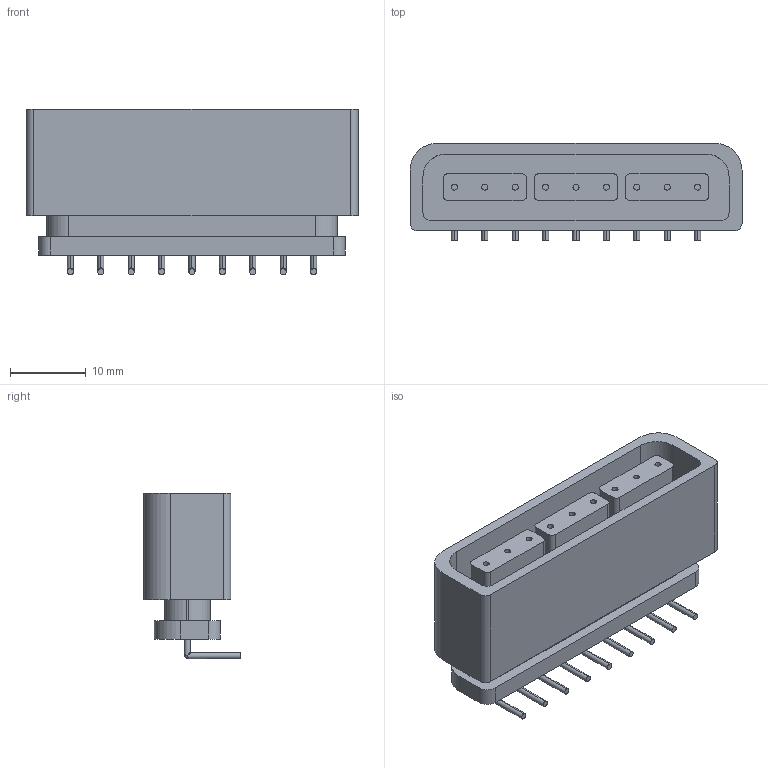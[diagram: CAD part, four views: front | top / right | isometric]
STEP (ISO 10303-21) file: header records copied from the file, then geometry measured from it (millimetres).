
FILE_DESCRIPTION((''),'2;1');
FILE_NAME('PRITESH','2018-12-04T',('sarang'),(''),'CREO PARAMETRIC BY PTC INC, 2014190','CREO PARAMETRIC BY PTC INC, 2014190','');
FILE_SCHEMA(('CONFIG_CONTROL_DESIGN'));
Length unit declared in the file: millimetre
Products named in the file (1): PRITESH
Bounding box: 43.7 x 12.75 x 21.8 mm (x, y, z)
Volume: 5489 mm3; surface area: 5939.2 mm2
Topology: 1 solids, 10 shells, 208 faces, 438 edges, 274 vertices
Faces by surface type: cylinder 100, plane 72, bspline 36
Entity records: 8668 total; most frequent: CARTESIAN_POINT 4304, DIRECTION 892, ORIENTED_EDGE 876, EDGE_CURVE 438, AXIS2_PLACEMENT_3D 354, VERTEX_POINT 274, EDGE_LOOP 232, FACE_OUTER_BOUND 208
